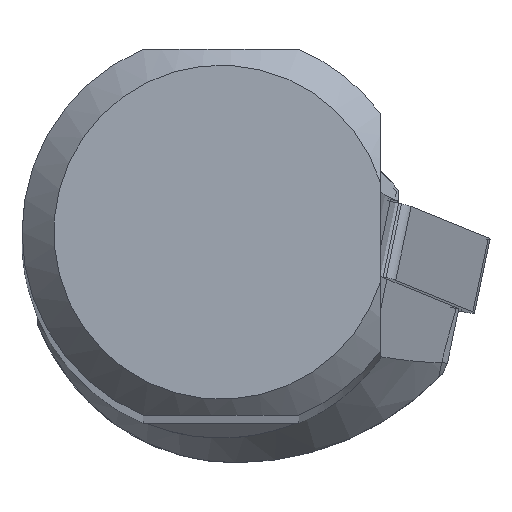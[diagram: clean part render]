
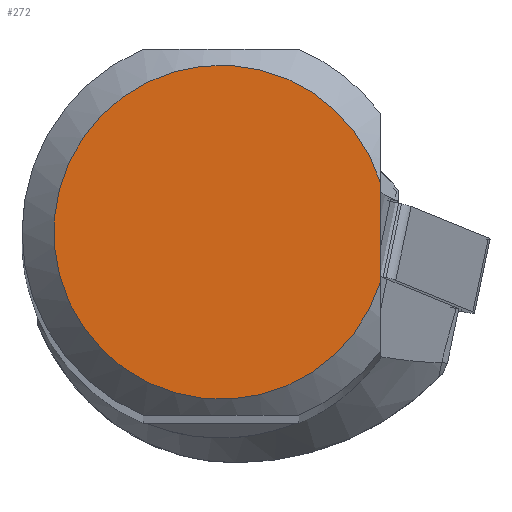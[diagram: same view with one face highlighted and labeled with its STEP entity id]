
A CAD part, top view. The second image highlights one B-rep face of the part: STEP entity #272.
In plain terms, the highlighted planar face has unit normal (0, 0, 1).
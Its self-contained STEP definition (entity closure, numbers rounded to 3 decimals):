
#190=FACE_OUTER_BOUND('',#677,.T.);
#272=ADVANCED_FACE('CU_SU_BP3',(#190),#337,.T.);
#337=PLANE('',#1781);
#437=LINE('',#2704,#568);
#568=VECTOR('',#2105,1.);
#677=EDGE_LOOP('',(#923,#924));
#923=ORIENTED_EDGE('',*,*,#1471,.T.);
#924=ORIENTED_EDGE('',*,*,#1472,.F.);
#1290=VERTEX_POINT('',#2705);
#1291=VERTEX_POINT('',#2706);
#1471=EDGE_CURVE('',#1290,#1291,#437,.T.);
#1472=EDGE_CURVE('',#1290,#1291,#1596,.T.);
#1596=CIRCLE('',#1780,10.491);
#1780=AXIS2_PLACEMENT_3D('',#2707,#2106,#2107);
#1781=AXIS2_PLACEMENT_3D('',#2708,#2108,#2109);
#2105=DIRECTION('',(0.,1.,0.));
#2106=DIRECTION('',(0.,0.,-1.));
#2107=DIRECTION('',(-1.,0.,0.));
#2108=DIRECTION('',(0.,0.,1.));
#2109=DIRECTION('',(-1.,0.,0.));
#2704=CARTESIAN_POINT('',(10.009,0.,0.));
#2705=CARTESIAN_POINT('',(10.009,-3.145,0.));
#2706=CARTESIAN_POINT('',(10.009,3.145,0.));
#2707=CARTESIAN_POINT('',(0.,0.,0.));
#2708=CARTESIAN_POINT('',(0.,0.,
0.));
